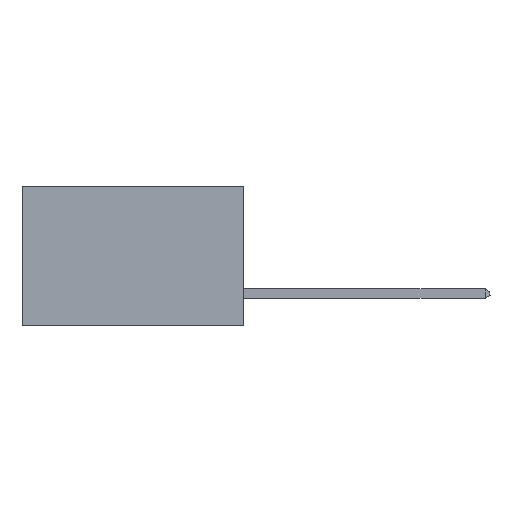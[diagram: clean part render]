
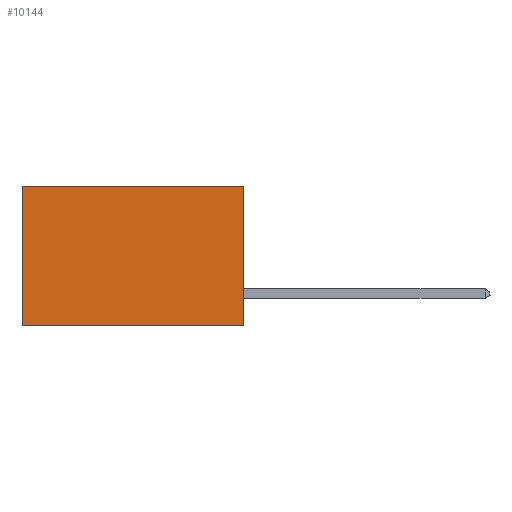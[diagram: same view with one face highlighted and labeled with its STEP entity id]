
A CAD part, left-side view. The second image highlights one B-rep face of the part: STEP entity #10144.
In plain terms, the highlighted planar face has unit normal (-1, 0, 0).
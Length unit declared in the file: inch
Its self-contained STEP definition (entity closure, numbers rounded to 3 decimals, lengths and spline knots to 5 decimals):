
#12 = ORIENTED_EDGE ( 'NONE', *, *, #1926, .F. ) ;
#1020 = CARTESIAN_POINT ( 'NONE',  ( 0.277, 0., 0. ) ) ;
#1030 = LINE ( 'NONE', #4719, #16734 ) ;
#1451 = DIRECTION ( 'NONE',  ( 0., 1., 0. ) ) ;
#1926 = EDGE_CURVE ( 'NONE', #11099, #15658, #14898, .T. ) ;
#1985 = LINE ( 'NONE', #9364, #13213 ) ;
#4666 = DIRECTION ( 'NONE',  ( 0., 0., -1. ) ) ;
#4719 = CARTESIAN_POINT ( 'NONE',  ( 0.277, 0.59, -0.37 ) ) ;
#4738 = CARTESIAN_POINT ( 'NONE',  ( 0.277, 0., -0.37 ) ) ;
#5063 = CARTESIAN_POINT ( 'NONE',  ( 0.277, 0., -0.37 ) ) ;
#6005 = ORIENTED_EDGE ( 'NONE', *, *, #11106, .T. ) ;
#7292 = VECTOR ( 'NONE', #8124, 39.37008 ) ;
#7519 = FACE_OUTER_BOUND ( 'NONE', #15638, .T. ) ;
#7585 = EDGE_CURVE ( 'NONE', #17780, #12237, #11398, .T. ) ;
#8124 = DIRECTION ( 'NONE',  ( 0., 1., 0. ) ) ;
#8606 = CARTESIAN_POINT ( 'NONE',  ( 0.277, 0., 0. ) ) ;
#8756 = CARTESIAN_POINT ( 'NONE',  ( 0.277, 0.59, -0.37 ) ) ;
#9040 = AXIS2_PLACEMENT_3D ( 'NONE', #15821, #17070, #15359 ) ;
#9364 = CARTESIAN_POINT ( 'NONE',  ( 0.277, 0., -0.37 ) ) ;
#10144 = ADVANCED_FACE ( 'NONE', ( #7519 ), #15678, .F. ) ;
#10842 = ORIENTED_EDGE ( 'NONE', *, *, #7585, .T. ) ;
#10887 = VECTOR ( 'NONE', #1451, 39.37008 ) ;
#11099 = VERTEX_POINT ( 'NONE', #4738 ) ;
#11106 = EDGE_CURVE ( 'NONE', #12237, #15658, #1030, .T. ) ;
#11398 = LINE ( 'NONE', #8606, #7292 ) ;
#11551 = EDGE_CURVE ( 'NONE', #17780, #11099, #1985, .T. ) ;
#12237 = VERTEX_POINT ( 'NONE', #13982 ) ;
#13213 = VECTOR ( 'NONE', #15467, 39.37008 ) ;
#13982 = CARTESIAN_POINT ( 'NONE',  ( 0.277, 0.59, 0. ) ) ;
#14898 = LINE ( 'NONE', #5063, #10887 ) ;
#15310 = ORIENTED_EDGE ( 'NONE', *, *, #11551, .F. ) ;
#15359 = DIRECTION ( 'NONE',  ( 0., 0., -1. ) ) ;
#15467 = DIRECTION ( 'NONE',  ( 0., 0., -1. ) ) ;
#15638 = EDGE_LOOP ( 'NONE', ( #6005, #12, #15310, #10842 ) ) ;
#15658 = VERTEX_POINT ( 'NONE', #8756 ) ;
#15678 = PLANE ( 'NONE',  #9040 ) ;
#15821 = CARTESIAN_POINT ( 'NONE',  ( 0.277, 0., -0.37 ) ) ;
#16734 = VECTOR ( 'NONE', #4666, 39.37008 ) ;
#17070 = DIRECTION ( 'NONE',  ( 1., 0., 0. ) ) ;
#17780 = VERTEX_POINT ( 'NONE', #1020 ) ;
